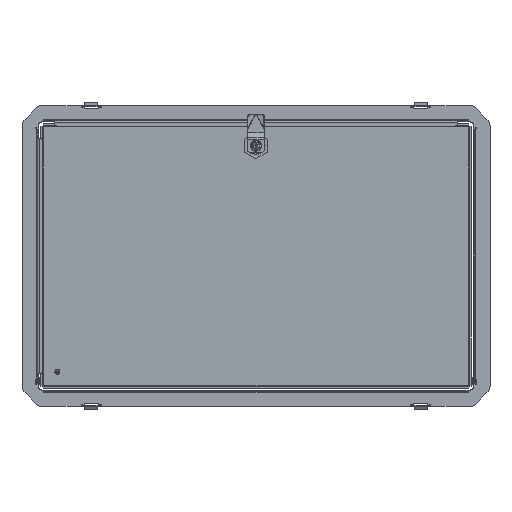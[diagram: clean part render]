
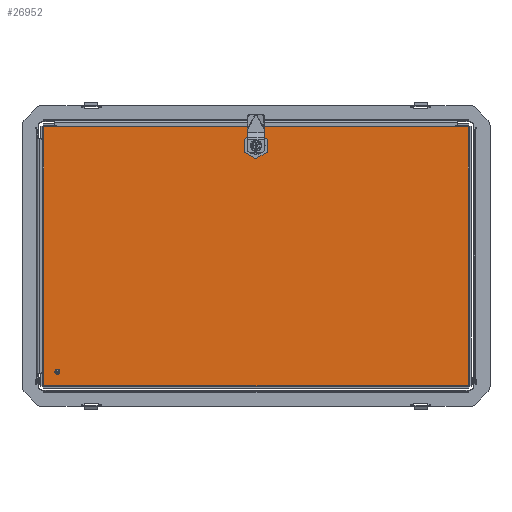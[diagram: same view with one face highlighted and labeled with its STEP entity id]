
A CAD part, front view. The second image highlights one B-rep face of the part: STEP entity #26952.
In plain terms, the highlighted face is planar.
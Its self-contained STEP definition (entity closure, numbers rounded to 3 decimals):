
#6 = CARTESIAN_POINT ( 'NONE',  ( -155.793, -254.5, -2. ) ) ;
#730 = CARTESIAN_POINT ( 'NONE',  ( 132.5, 0., -2. ) ) ;
#884 = CARTESIAN_POINT ( 'NONE',  ( 132.5, 0., -2. ) ) ;
#1085 = VERTEX_POINT ( 'NONE', #32181 ) ;
#1857 = VECTOR ( 'NONE', #17883, 1000. ) ;
#2685 = DIRECTION ( 'NONE',  ( -1., 0., 0. ) ) ;
#2888 = CARTESIAN_POINT ( 'NONE',  ( 0., 0., -2. ) ) ;
#3061 = VECTOR ( 'NONE', #4923, 1000. ) ;
#3084 = VERTEX_POINT ( 'NONE', #27357 ) ;
#3392 = CARTESIAN_POINT ( 'NONE',  ( 137.556, 10.05, -2. ) ) ;
#3543 = EDGE_CURVE ( 'NONE', #15401, #22525, #14809, .T. ) ;
#3746 = DIRECTION ( 'NONE',  ( -1., 0., 0. ) ) ;
#3905 = DIRECTION ( 'NONE',  ( -1., 0., 0. ) ) ;
#4098 = VERTEX_POINT ( 'NONE', #17528 ) ;
#4578 = VERTEX_POINT ( 'NONE', #33391 ) ;
#4631 = FACE_OUTER_BOUND ( 'NONE', #13381, .T. ) ;
#4849 = VERTEX_POINT ( 'NONE', #7624 ) ;
#4923 = DIRECTION ( 'NONE',  ( 0., -1., 0. ) ) ;
#5130 = DIRECTION ( 'NONE',  ( 1., 0., 0. ) ) ;
#5210 = CARTESIAN_POINT ( 'NONE',  ( -138.5, -238., -2. ) ) ;
#5318 = ORIENTED_EDGE ( 'NONE', *, *, #8004, .T. ) ;
#5376 = LINE ( 'NONE', #31812, #13338 ) ;
#5582 = CIRCLE ( 'NONE', #12760, 11.25 ) ;
#5902 = DIRECTION ( 'NONE',  ( -1., 0., 0. ) ) ;
#6945 = VERTEX_POINT ( 'NONE', #19696 ) ;
#7479 = EDGE_LOOP ( 'NONE', ( #21963, #30344, #14419, #14736, #13816, #12665, #5318, #12340 ) ) ;
#7624 = CARTESIAN_POINT ( 'NONE',  ( -155., -254.5, -2. ) ) ;
#7819 = EDGE_CURVE ( 'NONE', #4849, #21331, #32747, .T. ) ;
#8004 = EDGE_CURVE ( 'NONE', #4578, #15401, #5582, .T. ) ;
#8190 = AXIS2_PLACEMENT_3D ( 'NONE', #10531, #31447, #13536 ) ;
#8209 = DIRECTION ( 'NONE',  ( -1., 0., 0. ) ) ;
#8523 = CIRCLE ( 'NONE', #16932, 11.25 ) ;
#10531 = CARTESIAN_POINT ( 'NONE',  ( 132.5, 0., -2. ) ) ;
#11192 = ORIENTED_EDGE ( 'NONE', *, *, #22933, .F. ) ;
#12111 = VERTEX_POINT ( 'NONE', #26795 ) ;
#12336 = DIRECTION ( 'NONE',  ( -1., 0., 0. ) ) ;
#12340 = ORIENTED_EDGE ( 'NONE', *, *, #3543, .T. ) ;
#12601 = LINE ( 'NONE', #30239, #27611 ) ;
#12665 = ORIENTED_EDGE ( 'NONE', *, *, #14095, .T. ) ;
#12760 = AXIS2_PLACEMENT_3D ( 'NONE', #884, #21826, #3905 ) ;
#12821 = EDGE_CURVE ( 'NONE', #37743, #12111, #21418, .T. ) ;
#13135 = CARTESIAN_POINT ( 'NONE',  ( 127.444, -10.05, -2. ) ) ;
#13249 = ORIENTED_EDGE ( 'NONE', *, *, #12821, .F. ) ;
#13338 = VECTOR ( 'NONE', #5130, 1000. ) ;
#13381 = EDGE_LOOP ( 'NONE', ( #28370, #37551, #11192, #32104 ) ) ;
#13461 = EDGE_CURVE ( 'NONE', #4098, #1085, #26980, .T. ) ;
#13536 = DIRECTION ( 'NONE',  ( -1., 0., 0. ) ) ;
#13816 = ORIENTED_EDGE ( 'NONE', *, *, #26069, .T. ) ;
#13992 = AXIS2_PLACEMENT_3D ( 'NONE', #5210, #26170, #8209 ) ;
#14095 = EDGE_CURVE ( 'NONE', #22310, #4578, #5376, .T. ) ;
#14267 = LINE ( 'NONE', #36687, #26449 ) ;
#14419 = ORIENTED_EDGE ( 'NONE', *, *, #20583, .T. ) ;
#14736 = ORIENTED_EDGE ( 'NONE', *, *, #13461, .T. ) ;
#14809 = LINE ( 'NONE', #26193, #26987 ) ;
#15153 = CARTESIAN_POINT ( 'NONE',  ( -155., 255.293, -2. ) ) ;
#15401 = VERTEX_POINT ( 'NONE', #25644 ) ;
#15773 = DIRECTION ( 'NONE',  ( -1., 0., 0. ) ) ;
#15788 = ORIENTED_EDGE ( 'NONE', *, *, #35155, .F. ) ;
#15922 = CARTESIAN_POINT ( 'NONE',  ( -155., 254.5, -2. ) ) ;
#16108 = CARTESIAN_POINT ( 'NONE',  ( -138.5, -238., -2. ) ) ;
#16932 = AXIS2_PLACEMENT_3D ( 'NONE', #730, #21655, #3746 ) ;
#17208 = CARTESIAN_POINT ( 'NONE',  ( 155., -255.293, -2. ) ) ;
#17286 = VERTEX_POINT ( 'NONE', #15922 ) ;
#17528 = CARTESIAN_POINT ( 'NONE',  ( 122.45, 5.056, -2. ) ) ;
#17883 = DIRECTION ( 'NONE',  ( 1., 0., 0. ) ) ;
#18135 = DIRECTION ( 'NONE',  ( 0., -1., 0. ) ) ;
#18228 = LINE ( 'NONE', #15153, #33191 ) ;
#19113 = DIRECTION ( 'NONE',  ( -1., 0., 0. ) ) ;
#19190 = EDGE_CURVE ( 'NONE', #22525, #25227, #29239, .T. ) ;
#19696 = CARTESIAN_POINT ( 'NONE',  ( 155., 254.5, -2. ) ) ;
#20162 = DIRECTION ( 'NONE',  ( 0., 1., 0. ) ) ;
#20583 = EDGE_CURVE ( 'NONE', #3084, #4098, #27500, .T. ) ;
#20608 = DIRECTION ( 'NONE',  ( 0., 0., 1. ) ) ;
#21331 = VERTEX_POINT ( 'NONE', #29057 ) ;
#21418 = CIRCLE ( 'NONE', #28726, 3. ) ;
#21655 = DIRECTION ( 'NONE',  ( 0., 0., 1. ) ) ;
#21826 = DIRECTION ( 'NONE',  ( 0., 0., 1. ) ) ;
#21963 = ORIENTED_EDGE ( 'NONE', *, *, #19190, .T. ) ;
#22310 = VERTEX_POINT ( 'NONE', #13135 ) ;
#22525 = VERTEX_POINT ( 'NONE', #36877 ) ;
#22933 = EDGE_CURVE ( 'NONE', #17286, #4849, #18228, .T. ) ;
#23687 = PLANE ( 'NONE',  #35077 ) ;
#23820 = DIRECTION ( 'NONE',  ( 0., 0., -1. ) ) ;
#25227 = VERTEX_POINT ( 'NONE', #3392 ) ;
#25644 = CARTESIAN_POINT ( 'NONE',  ( 142.55, -5.056, -2. ) ) ;
#25678 = EDGE_CURVE ( 'NONE', #21331, #6945, #27336, .T. ) ;
#25710 = CARTESIAN_POINT ( 'NONE',  ( 122.45, -5.056, -2. ) ) ;
#26069 = EDGE_CURVE ( 'NONE', #1085, #22310, #8523, .T. ) ;
#26170 = DIRECTION ( 'NONE',  ( 0., 0., -1. ) ) ;
#26193 = CARTESIAN_POINT ( 'NONE',  ( 142.55, -5.056, -2. ) ) ;
#26246 = EDGE_LOOP ( 'NONE', ( #13249, #15788 ) ) ;
#26449 = VECTOR ( 'NONE', #15773, 1000. ) ;
#26795 = CARTESIAN_POINT ( 'NONE',  ( -135.5, -238., -2. ) ) ;
#26952 = ADVANCED_FACE ( 'NONE', ( #36457, #28538, #4631 ), #23687, .T. ) ;
#26980 = LINE ( 'NONE', #25710, #3061 ) ;
#26987 = VECTOR ( 'NONE', #20162, 1000. ) ;
#27336 = LINE ( 'NONE', #17208, #33353 ) ;
#27357 = CARTESIAN_POINT ( 'NONE',  ( 127.444, 10.05, -2. ) ) ;
#27500 = CIRCLE ( 'NONE', #8190, 11.25 ) ;
#27611 = VECTOR ( 'NONE', #12336, 1000. ) ;
#28370 = ORIENTED_EDGE ( 'NONE', *, *, #25678, .F. ) ;
#28538 = FACE_BOUND ( 'NONE', #7479, .T. ) ;
#28586 = CARTESIAN_POINT ( 'NONE',  ( -141.5, -238., -2. ) ) ;
#28726 = AXIS2_PLACEMENT_3D ( 'NONE', #16108, #37020, #19113 ) ;
#29057 = CARTESIAN_POINT ( 'NONE',  ( 155., -254.5, -2. ) ) ;
#29239 = CIRCLE ( 'NONE', #29429, 11.25 ) ;
#29429 = AXIS2_PLACEMENT_3D ( 'NONE', #38506, #20608, #2685 ) ;
#30239 = CARTESIAN_POINT ( 'NONE',  ( 155.793, 254.5, -2. ) ) ;
#30344 = ORIENTED_EDGE ( 'NONE', *, *, #37057, .T. ) ;
#31447 = DIRECTION ( 'NONE',  ( 0., 0., 1. ) ) ;
#31812 = CARTESIAN_POINT ( 'NONE',  ( 127.444, -10.05, -2. ) ) ;
#32104 = ORIENTED_EDGE ( 'NONE', *, *, #33156, .F. ) ;
#32137 = DIRECTION ( 'NONE',  ( 0., 1., 0. ) ) ;
#32181 = CARTESIAN_POINT ( 'NONE',  ( 122.45, -5.056, -2. ) ) ;
#32747 = LINE ( 'NONE', #6, #1857 ) ;
#33156 = EDGE_CURVE ( 'NONE', #6945, #17286, #12601, .T. ) ;
#33191 = VECTOR ( 'NONE', #18135, 1000. ) ;
#33353 = VECTOR ( 'NONE', #32137, 1000. ) ;
#33391 = CARTESIAN_POINT ( 'NONE',  ( 137.556, -10.05, -2. ) ) ;
#35077 = AXIS2_PLACEMENT_3D ( 'NONE', #2888, #23820, #5902 ) ;
#35155 = EDGE_CURVE ( 'NONE', #12111, #37743, #38519, .T. ) ;
#36457 = FACE_BOUND ( 'NONE', #26246, .T. ) ;
#36687 = CARTESIAN_POINT ( 'NONE',  ( 127.444, 10.05, -2. ) ) ;
#36877 = CARTESIAN_POINT ( 'NONE',  ( 142.55, 5.056, -2. ) ) ;
#37020 = DIRECTION ( 'NONE',  ( 0., 0., -1. ) ) ;
#37057 = EDGE_CURVE ( 'NONE', #25227, #3084, #14267, .T. ) ;
#37551 = ORIENTED_EDGE ( 'NONE', *, *, #7819, .F. ) ;
#37743 = VERTEX_POINT ( 'NONE', #28586 ) ;
#38506 = CARTESIAN_POINT ( 'NONE',  ( 132.5, 0., -2. ) ) ;
#38519 = CIRCLE ( 'NONE', #13992, 3. ) ;
